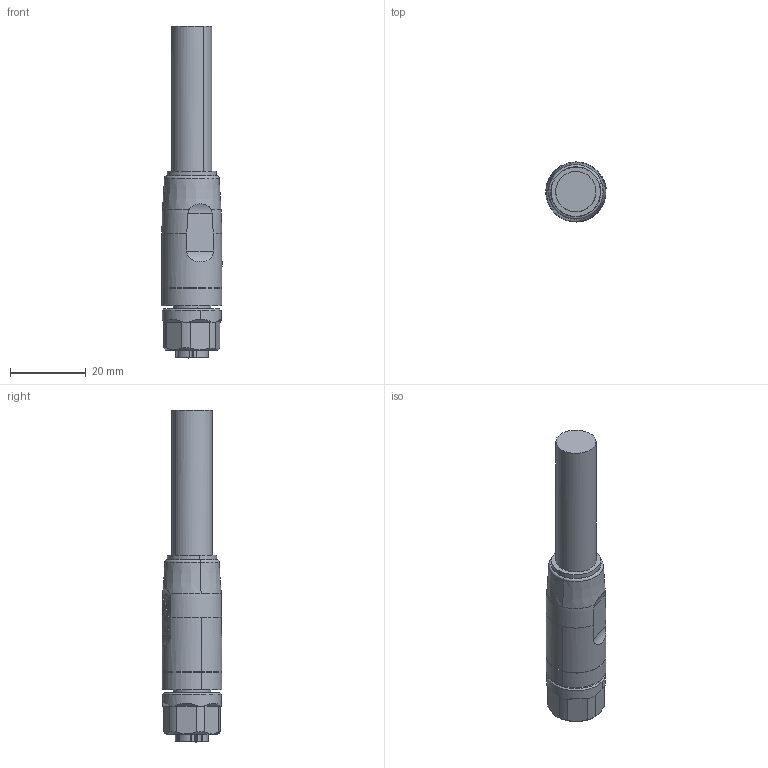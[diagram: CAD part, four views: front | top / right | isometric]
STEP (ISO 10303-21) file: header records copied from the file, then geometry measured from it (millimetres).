
FILE_DESCRIPTION(('CATIA V5 STEP Exchange','CAx-IF Rec.Pracs.--- Model Styling and Organization---1.5--- 2016-08-15','CAx-IF Rec.Pracs.---Supplemental Geometry---1.0---2011-11-01','CAx-IF Rec.Pracs.--- Composite Materials ---1.1---2010-07-15'),'2;1');
FILE_NAME ('117077-3_1', '2025-10-15T07:59:24+00:00', ('none'), ('Weidmueller'), 'CATIA Version 5-6 Release 2024 SP4', 'CATIA V5 STEP AP214 v3', 'none');
FILE_SCHEMA(('AUTOMOTIVE_DESIGN { 1 0 10303 214 1 1 1 1 }'));
Length unit declared in the file: millimetre
Products named in the file (1): 2455150000
Bounding box: 15.91 x 15.8 x 87.5 mm (x, y, z)
Volume: 11534.6 mm3; surface area: 5211.7 mm2
Topology: 1 solids, 1 shells, 683 faces, 1826 edges, 1177 vertices
Faces by surface type: plane 296, cylinder 192, torus 120, cone 52, bspline 21, sphere 2
Entity records: 21846 total; most frequent: CARTESIAN_POINT 5820, ORIENTED_EDGE 3628, DIRECTION 2470, EDGE_CURVE 1814, VERTEX_POINT 1177, AXIS2_PLACEMENT_3D 1132, VECTOR 859, LINE 859
